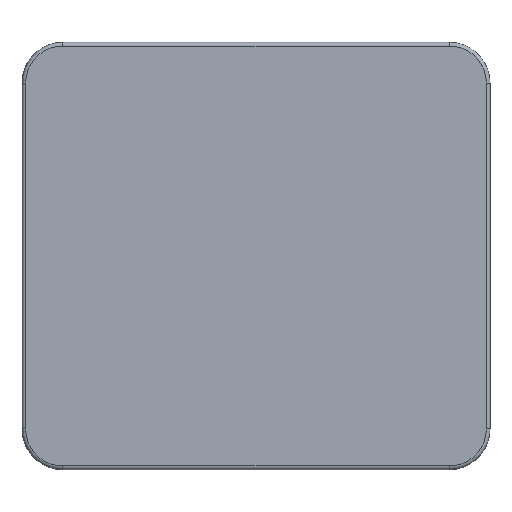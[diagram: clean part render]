
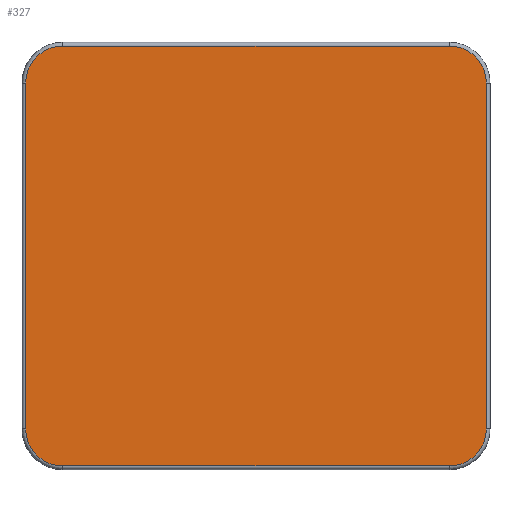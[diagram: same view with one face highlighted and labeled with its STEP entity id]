
A CAD part, top view. The second image highlights one B-rep face of the part: STEP entity #327.
In plain terms, the highlighted planar face has unit normal (0, 0, 1).
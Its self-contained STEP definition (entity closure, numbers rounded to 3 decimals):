
#95 = VERTEX_POINT('',#96);
#96 = CARTESIAN_POINT('',(-47.5,-51.6,7.));
#103 = EDGE_CURVE('',#95,#104,#106,.T.);
#104 = VERTEX_POINT('',#105);
#105 = CARTESIAN_POINT('',(47.5,-51.6,7.));
#106 = LINE('',#107,#108);
#107 = CARTESIAN_POINT('',(-47.5,-51.6,7.));
#108 = VECTOR('',#109,1.);
#109 = DIRECTION('',(1.,0.,0.));
#306 = VERTEX_POINT('',#307);
#307 = CARTESIAN_POINT('',(-56.6,-42.5,7.));
#316 = EDGE_CURVE('',#306,#95,#317,.T.);
#317 = CIRCLE('',#318,9.1);
#318 = AXIS2_PLACEMENT_3D('',#319,#320,#321);
#319 = CARTESIAN_POINT('',(-47.5,-42.5,7.));
#320 = DIRECTION('',(0.,0.,1.));
#321 = DIRECTION('',(-1.,0.,0.));
#327 = ADVANCED_FACE('',(#328),#381,.T.);
#328 = FACE_BOUND('',#329,.T.);
#329 = EDGE_LOOP('',(#330,#338,#339,#340,#349,#357,#366,#374));
#330 = ORIENTED_EDGE('',*,*,#331,.T.);
#331 = EDGE_CURVE('',#332,#306,#334,.T.);
#332 = VERTEX_POINT('',#333);
#333 = CARTESIAN_POINT('',(-56.6,42.5,7.));
#334 = LINE('',#335,#336);
#335 = CARTESIAN_POINT('',(-56.6,42.5,7.));
#336 = VECTOR('',#337,1.);
#337 = DIRECTION('',(0.,-1.,0.));
#338 = ORIENTED_EDGE('',*,*,#316,.T.);
#339 = ORIENTED_EDGE('',*,*,#103,.T.);
#340 = ORIENTED_EDGE('',*,*,#341,.T.);
#341 = EDGE_CURVE('',#104,#342,#344,.T.);
#342 = VERTEX_POINT('',#343);
#343 = CARTESIAN_POINT('',(56.6,-42.5,7.));
#344 = CIRCLE('',#345,9.1);
#345 = AXIS2_PLACEMENT_3D('',#346,#347,#348);
#346 = CARTESIAN_POINT('',(47.5,-42.5,7.));
#347 = DIRECTION('',(-0.,0.,1.));
#348 = DIRECTION('',(0.,-1.,0.));
#349 = ORIENTED_EDGE('',*,*,#350,.T.);
#350 = EDGE_CURVE('',#342,#351,#353,.T.);
#351 = VERTEX_POINT('',#352);
#352 = CARTESIAN_POINT('',(56.6,42.5,7.));
#353 = LINE('',#354,#355);
#354 = CARTESIAN_POINT('',(56.6,-42.5,7.));
#355 = VECTOR('',#356,1.);
#356 = DIRECTION('',(0.,1.,0.));
#357 = ORIENTED_EDGE('',*,*,#358,.T.);
#358 = EDGE_CURVE('',#351,#359,#361,.T.);
#359 = VERTEX_POINT('',#360);
#360 = CARTESIAN_POINT('',(47.5,51.6,7.));
#361 = CIRCLE('',#362,9.1);
#362 = AXIS2_PLACEMENT_3D('',#363,#364,#365);
#363 = CARTESIAN_POINT('',(47.5,42.5,7.));
#364 = DIRECTION('',(0.,0.,1.));
#365 = DIRECTION('',(1.,0.,0.));
#366 = ORIENTED_EDGE('',*,*,#367,.T.);
#367 = EDGE_CURVE('',#359,#368,#370,.T.);
#368 = VERTEX_POINT('',#369);
#369 = CARTESIAN_POINT('',(-47.5,51.6,7.));
#370 = LINE('',#371,#372);
#371 = CARTESIAN_POINT('',(47.5,51.6,7.));
#372 = VECTOR('',#373,1.);
#373 = DIRECTION('',(-1.,0.,0.));
#374 = ORIENTED_EDGE('',*,*,#375,.T.);
#375 = EDGE_CURVE('',#368,#332,#376,.T.);
#376 = CIRCLE('',#377,9.1);
#377 = AXIS2_PLACEMENT_3D('',#378,#379,#380);
#378 = CARTESIAN_POINT('',(-47.5,42.5,7.));
#379 = DIRECTION('',(0.,-0.,1.));
#380 = DIRECTION('',(0.,1.,0.));
#381 = PLANE('',#382);
#382 = AXIS2_PLACEMENT_3D('',#383,#384,#385);
#383 = CARTESIAN_POINT('',(0.,0.,7.));
#384 = DIRECTION('',(0.,0.,1.));
#385 = DIRECTION('',(1.,0.,0.));
